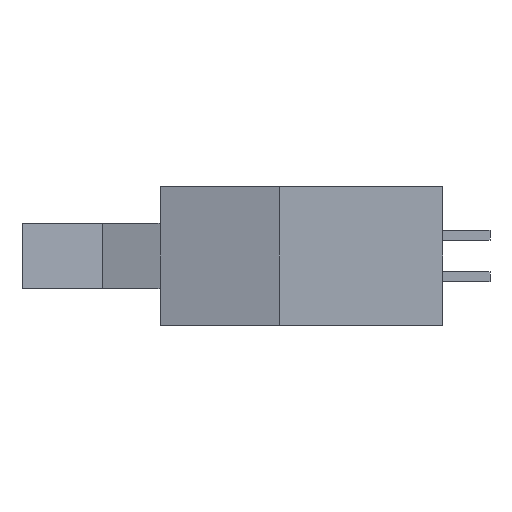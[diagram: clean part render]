
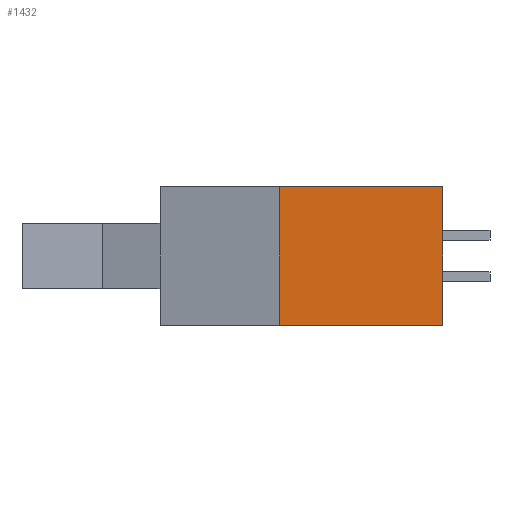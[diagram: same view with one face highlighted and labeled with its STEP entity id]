
A CAD part, left-side view. The second image highlights one B-rep face of the part: STEP entity #1432.
In plain terms, the highlighted planar face has unit normal (-1, 0, 0).
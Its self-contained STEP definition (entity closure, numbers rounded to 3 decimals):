
#1432=ADVANCED_FACE('',(#1964),#1700,.T.);
#1700=PLANE('',#6447);
#1964=FACE_OUTER_BOUND('',#2226,.T.);
#2226=EDGE_LOOP('',(#3128,#3129,#3130,#3131));
#3128=ORIENTED_EDGE('',*,*,#4674,.T.);
#3129=ORIENTED_EDGE('',*,*,#4675,.T.);
#3130=ORIENTED_EDGE('',*,*,#4676,.T.);
#3131=ORIENTED_EDGE('',*,*,#4671,.F.);
#4061=VERTEX_POINT('',#8780);
#4062=VERTEX_POINT('',#8782);
#4064=VERTEX_POINT('',#8788);
#4065=VERTEX_POINT('',#8790);
#4671=EDGE_CURVE('',#4061,#4062,#5360,.T.);
#4674=EDGE_CURVE('',#4061,#4064,#5363,.T.);
#4675=EDGE_CURVE('',#4064,#4065,#5364,.T.);
#4676=EDGE_CURVE('',#4065,#4062,#5365,.T.);
#5360=LINE('',#8781,#6041);
#5363=LINE('',#8787,#6044);
#5364=LINE('',#8789,#6045);
#5365=LINE('',#8791,#6046);
#6041=VECTOR('',#7401,1.);
#6044=VECTOR('',#7406,1.);
#6045=VECTOR('',#7407,1.);
#6046=VECTOR('',#7408,1.);
#6447=AXIS2_PLACEMENT_3D('',#8792,#7409,#7410);
#7401=DIRECTION('',(0.,0.,1.));
#7406=DIRECTION('',(0.,-1.,0.));
#7407=DIRECTION('',(0.,0.,1.));
#7408=DIRECTION('',(0.,1.,0.));
#7409=DIRECTION('',(-1.,0.,0.));
#7410=DIRECTION('',(0.,-1.,0.));
#8780=CARTESIAN_POINT('',(-31.573,12.59,0.));
#8781=CARTESIAN_POINT('',(-31.573,12.59,0.));
#8782=CARTESIAN_POINT('',(-31.573,12.59,8.5));
#8787=CARTESIAN_POINT('',(-31.573,12.59,0.));
#8788=CARTESIAN_POINT('',(-31.573,2.59,0.));
#8789=CARTESIAN_POINT('',(-31.573,2.59,0.));
#8790=CARTESIAN_POINT('',(-31.573,2.59,8.5));
#8791=CARTESIAN_POINT('',(-31.573,2.59,8.5));
#8792=CARTESIAN_POINT('',(-31.573,12.59,0.));
